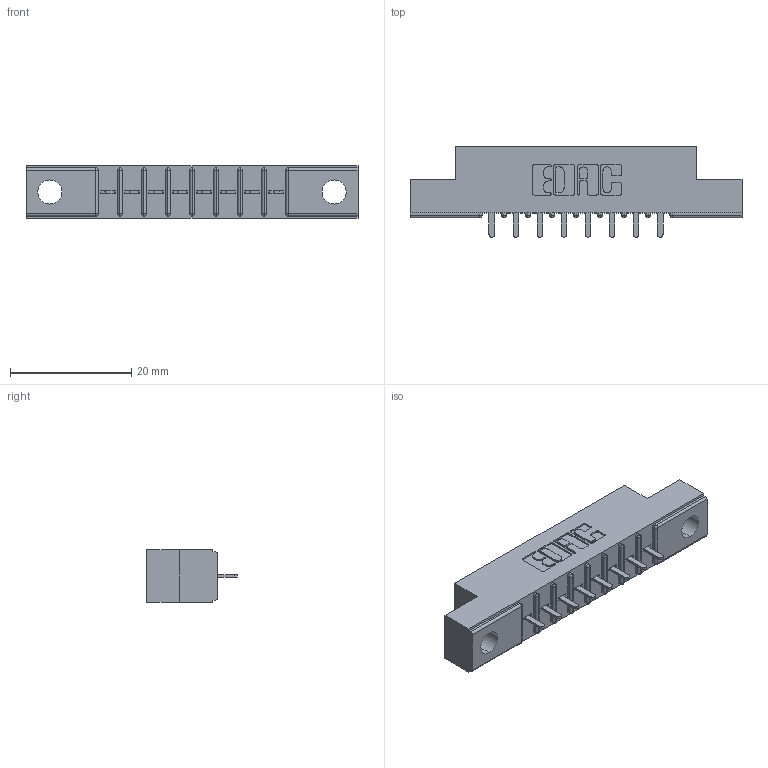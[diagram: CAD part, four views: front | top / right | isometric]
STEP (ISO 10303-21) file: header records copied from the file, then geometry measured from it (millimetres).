
FILE_DESCRIPTION (( 'STEP AP203' ), '1' );
FILE_NAME ('356-008-421-104.STEP', '2020-09-23T09:18:21', ( '' ), ( '' ), 'SwSTEP 2.0', 'SolidWorks 2020', '' );
FILE_SCHEMA (( 'CONFIG_CONTROL_DESIGN' ));
Length unit declared in the file: inch
Products named in the file (3): 356-008-421-104; 306 Part_.156 Dia; 306-290-001_121
Assembly tree (9 placements, depth 2):
  356-008-421-104
    306 Part_.156 Dia
    306-290-001_121  x8
Bounding box: 54.71 x 14.88 x 8.71 mm (x, y, z)
Volume: 3559.8 mm3; surface area: 4638.8 mm2
Topology: 9 solids, 9 shells, 690 faces, 1928 edges, 1240 vertices
Faces by surface type: plane 458, cylinder 200, sphere 32
Entity records: 12239 total; most frequent: CARTESIAN_POINT 2053, ORIENTED_EDGE 2028, DIRECTION 2020, EDGE_CURVE 1014, VECTOR 782, LINE 782, VERTEX_POINT 652, AXIS2_PLACEMENT_3D 619
